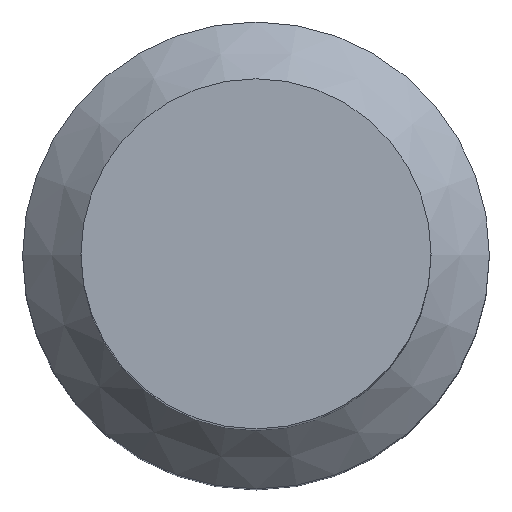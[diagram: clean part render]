
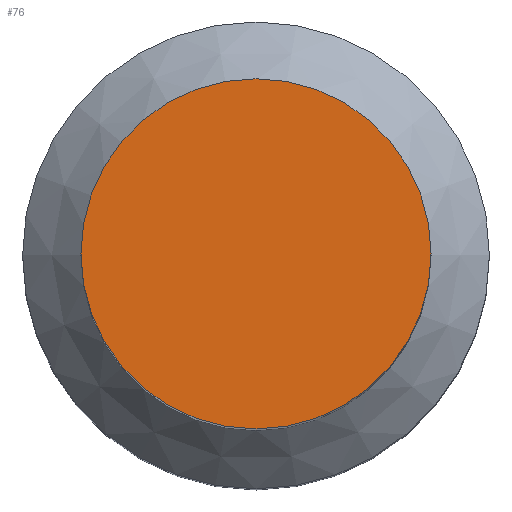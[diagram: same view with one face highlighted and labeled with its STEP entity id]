
A CAD part, top view. The second image highlights one B-rep face of the part: STEP entity #76.
In plain terms, the highlighted planar face has unit normal (0, 0, 1).
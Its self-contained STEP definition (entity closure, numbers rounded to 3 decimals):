
#28=PLANE($,#88);
#38=FACE_OUTER_BOUND($,#46,.T.);
#46=EDGE_LOOP($,(#70));
#51=CIRCLE($,#87,3.);
#59=VERTEX_POINT($,#136);
#63=EDGE_CURVE($,#59,#59,#51,.T.);
#70=ORIENTED_EDGE($,*,*,#63,.T.);
#76=ADVANCED_FACE($,(#38),#28,.T.);
#87=AXIS2_PLACEMENT_3D($,#137,#108,#109);
#88=AXIS2_PLACEMENT_3D($,#138,#110,#111);
#108=DIRECTION('center_axis',(0.,0.,1.));
#109=DIRECTION('ref_axis',(-1.,0.,0.));
#110=DIRECTION('center_axis',(0.,0.,1.));
#111=DIRECTION('ref_axis',(1.,0.,0.));
#136=CARTESIAN_POINT('',(3.,0.,14.5));
#137=CARTESIAN_POINT('Origin',(0.,0.,14.5));
#138=CARTESIAN_POINT('Origin',(0.,0.,
14.5));
